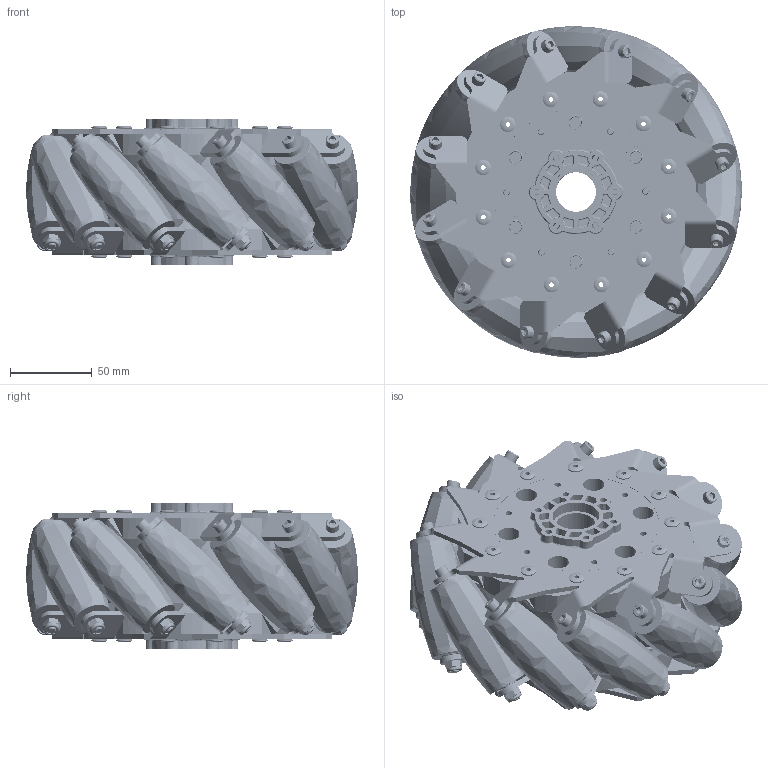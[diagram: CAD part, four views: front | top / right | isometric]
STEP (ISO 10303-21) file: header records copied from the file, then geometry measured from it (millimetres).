
FILE_DESCRIPTION (( 'STEP AP214' ), '1' );
FILE_NAME ('Right Wheel.STEP', '2015-12-28T19:47:19', ( '' ), ( '' ), 'SwSTEP 2.0', 'SolidWorks 2014', '' );
FILE_SCHEMA (( 'AUTOMOTIVE_DESIGN' ));
Length unit declared in the file: inch
Products named in the file (11): 10-24 Hex Washer Rolling x 1_93882A213; 187 pop rivet; SHCS 10-32x3.5_SHCS 10-32x3.5; Hub Half; 10-32 Nylock Nut; 812 roller; Axle tube; 812 roller skin; 812 roller core; right ring; Right Wheel
Assembly tree (79 placements, depth 3):
  Right Wheel
    right ring  x2
    812 roller  x12
      812 roller core
      812 roller skin
      Axle tube
    10-32 Nylock Nut  x12
    Hub Half  x2
    SHCS 10-32x3.5_SHCS 10-32x3.5  x12
    187 pop rivet  x24
    10-24 Hex Washer Rolling x 1_93882A213  x12
Bounding box: 203.2 x 203.2 x 88.9 mm (x, y, z)
Volume: 1087298.5 mm3; surface area: 614174.8 mm2
Topology: 100 solids, 100 shells, 6662 faces, 16692 edges, 10338 vertices
Faces by surface type: cylinder 2580, plane 1462, bspline 996, torus 734, sphere 486, cone 404
Entity records: 63301 total; most frequent: CARTESIAN_POINT 20465, ORIENTED_EDGE 9140, DIRECTION 8787, EDGE_CURVE 4570, AXIS2_PLACEMENT_3D 3632, VERTEX_POINT 2764, EDGE_LOOP 2020, CIRCLE 1881
